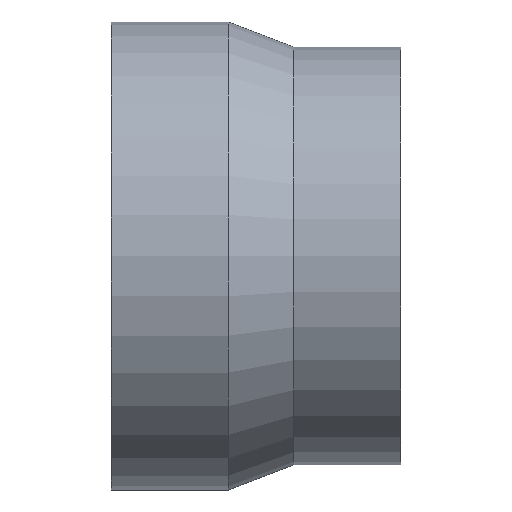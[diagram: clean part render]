
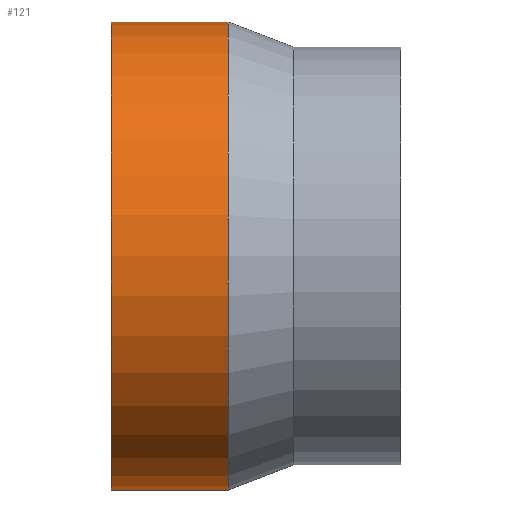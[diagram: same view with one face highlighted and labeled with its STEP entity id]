
A CAD part, top view. The second image highlights one B-rep face of the part: STEP entity #121.
In plain terms, the highlighted cylindrical face has radius 70 mm (diameter 140 mm), a partial arc.
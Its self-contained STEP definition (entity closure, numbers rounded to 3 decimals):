
#97 = VERTEX_POINT( '', #233 );
#121 = ADVANCED_FACE( '', ( #265 ), #266, .T. );
#129 = EDGE_CURVE( '', #97, #189, #274, .T. );
#139 = EDGE_CURVE( '', #181, #199, #284, .T. );
#153 = EDGE_CURVE( '', #97, #199, #298, .T. );
#181 = VERTEX_POINT( '', #329 );
#189 = VERTEX_POINT( '', #338 );
#197 = EDGE_CURVE( '', #189, #181, #347, .T. );
#199 = VERTEX_POINT( '', #349 );
#233 = CARTESIAN_POINT( '', ( 0., -70., 0. ) );
#265 = FACE_OUTER_BOUND( '', #413, .T. );
#266 = CYLINDRICAL_SURFACE( '', #414, 70. );
#274 = LINE( '', #424, #425 );
#284 = LINE( '', #443, #444 );
#298 = CIRCLE( '', #464, 70. );
#329 = CARTESIAN_POINT( '', ( 35., 70., 0. ) );
#338 = CARTESIAN_POINT( '', ( 35., -70., 0. ) );
#347 = CIRCLE( '', #526, 70. );
#349 = CARTESIAN_POINT( '', ( 0., 70., 0. ) );
#413 = EDGE_LOOP( '', ( #608, #609, #610, #611 ) );
#414 = AXIS2_PLACEMENT_3D( '', #612, #613, #614 );
#424 = CARTESIAN_POINT( '', ( 17.5, -70., 0. ) );
#425 = VECTOR( '', #618, 1. );
#443 = CARTESIAN_POINT( '', ( 17.5, 70., 0. ) );
#444 = VECTOR( '', #625, 1. );
#464 = AXIS2_PLACEMENT_3D( '', #636, #637, #638 );
#526 = AXIS2_PLACEMENT_3D( '', #700, #701, #702 );
#608 = ORIENTED_EDGE( '', *, *, #139, .T. );
#609 = ORIENTED_EDGE( '', *, *, #153, .F. );
#610 = ORIENTED_EDGE( '', *, *, #129, .T. );
#611 = ORIENTED_EDGE( '', *, *, #197, .T. );
#612 = CARTESIAN_POINT( '', ( 17.5, 0., 0. ) );
#613 = DIRECTION( '', ( 1., 0., 0. ) );
#614 = DIRECTION( '', ( 0., 1., 0. ) );
#618 = DIRECTION( '', ( 1., 0., 0. ) );
#625 = DIRECTION( '', ( -1., 0., 0. ) );
#636 = CARTESIAN_POINT( '', ( 0., 0., 0. ) );
#637 = DIRECTION( '', ( -1., 0., 0. ) );
#638 = DIRECTION( '', ( 0., 1., 0. ) );
#700 = CARTESIAN_POINT( '', ( 35., 0., 0. ) );
#701 = DIRECTION( '', ( -1., 0., 0. ) );
#702 = DIRECTION( '', ( 0., 1., 0. ) );
